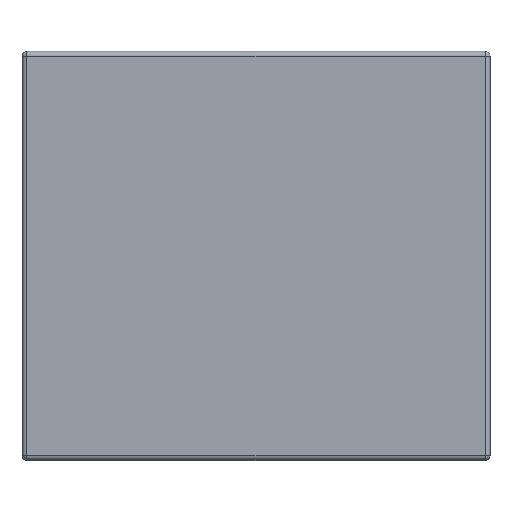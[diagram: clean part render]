
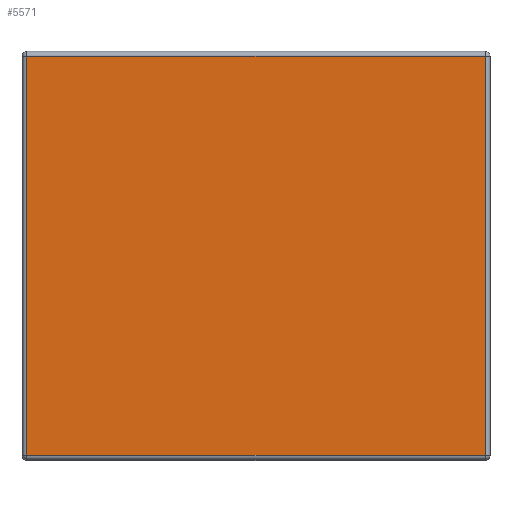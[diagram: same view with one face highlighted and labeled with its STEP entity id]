
A CAD part, top view. The second image highlights one B-rep face of the part: STEP entity #5571.
In plain terms, the highlighted planar face has unit normal (0, 0, 1).
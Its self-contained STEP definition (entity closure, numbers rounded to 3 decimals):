
#842=ORIENTED_EDGE('',*,*,#1665,.T.);
#843=ORIENTED_EDGE('',*,*,#1550,.T.);
#844=ORIENTED_EDGE('',*,*,#1648,.T.);
#845=ORIENTED_EDGE('',*,*,#1657,.T.);
#1550=EDGE_CURVE('',#2041,#2040,#2360,.T.);
#1648=EDGE_CURVE('',#2040,#2105,#2408,.T.);
#1657=EDGE_CURVE('',#2105,#2111,#2413,.T.);
#1665=EDGE_CURVE('',#2111,#2041,#2417,.T.);
#2040=VERTEX_POINT('',#7651);
#2041=VERTEX_POINT('',#7655);
#2105=VERTEX_POINT('',#7851);
#2111=VERTEX_POINT('',#7869);
#2360=LINE('',#7654,#2572);
#2408=LINE('',#7853,#2620);
#2413=LINE('',#7870,#2625);
#2417=LINE('',#7885,#2629);
#2572=VECTOR('',#6373,1000.);
#2620=VECTOR('',#6591,1000.);
#2625=VECTOR('',#6610,1000.);
#2629=VECTOR('',#6628,1000.);
#2848=EDGE_LOOP('',(#842,#843,#844,#845));
#3236=FACE_BOUND('',#2848,.T.);
#3560=PLANE('',#5940);
#5571=ADVANCED_FACE('',(#3236),#3560,.T.);
#5940=AXIS2_PLACEMENT_3D('',#8025,#6751,#6752);
#6373=DIRECTION('',(-1.,0.,0.));
#6591=DIRECTION('',(0.,-1.,0.));
#6610=DIRECTION('',(1.,0.,0.));
#6628=DIRECTION('',(0.,1.,0.));
#6751=DIRECTION('',(0.,0.,1.));
#6752=DIRECTION('',(1.,0.,0.));
#7651=CARTESIAN_POINT('',(-4.65,4.05,3.5));
#7654=CARTESIAN_POINT('',(-4.75,4.05,3.5));
#7655=CARTESIAN_POINT('',(4.65,4.05,3.5));
#7851=CARTESIAN_POINT('',(-4.65,-4.05,3.5));
#7853=CARTESIAN_POINT('',(-4.65,-4.15,3.5));
#7869=CARTESIAN_POINT('',(4.65,-4.05,3.5));
#7870=CARTESIAN_POINT('',(4.75,-4.05,3.5));
#7885=CARTESIAN_POINT('',(4.65,4.15,3.5));
#8025=CARTESIAN_POINT('',(-4.75,-4.15,3.5));
